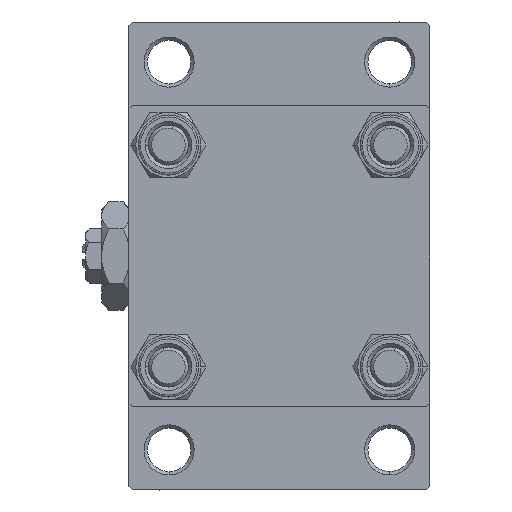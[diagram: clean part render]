
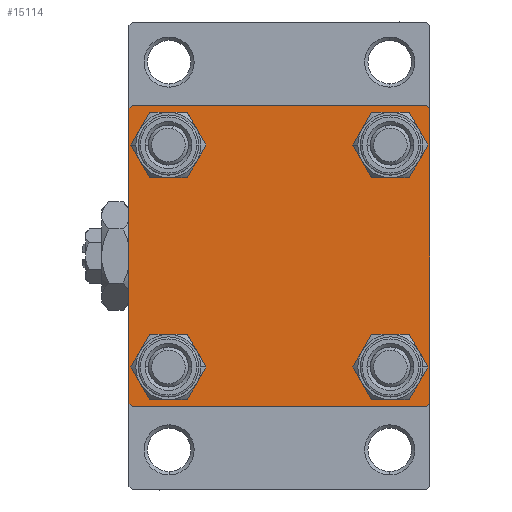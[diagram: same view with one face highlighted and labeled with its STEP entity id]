
A CAD part, left-side view. The second image highlights one B-rep face of the part: STEP entity #15114.
In plain terms, the highlighted planar face has unit normal (-1, 0, 0).
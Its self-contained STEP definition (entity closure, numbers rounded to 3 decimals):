
#49 = ORIENTED_EDGE ( 'NONE', *, *, #5429, .T. ) ;
#51 = EDGE_CURVE ( 'NONE', #48185, #33516, #522, .T. ) ;
#133 = EDGE_CURVE ( 'NONE', #36248, #44431, #38886, .T. ) ;
#522 = CIRCLE ( 'NONE', #46884, 3.5 ) ;
#531 = DIRECTION ( 'NONE',  ( 0., 0., -1. ) ) ;
#787 = CARTESIAN_POINT ( 'NONE',  ( 0., 16.6, 20.1 ) ) ;
#854 = CARTESIAN_POINT ( 'NONE',  ( 0., 16.6, 16.6 ) ) ;
#885 = AXIS2_PLACEMENT_3D ( 'NONE', #19721, #34725, #45987 ) ;
#1720 = DIRECTION ( 'NONE',  ( 0., 0., 1. ) ) ;
#1927 = CARTESIAN_POINT ( 'NONE',  ( 0., -16.6, -13.1 ) ) ;
#1957 = CARTESIAN_POINT ( 'NONE',  ( 0., 16.6, -13.1 ) ) ;
#1961 = DIRECTION ( 'NONE',  ( 1., 0., 0. ) ) ;
#2151 = ORIENTED_EDGE ( 'NONE', *, *, #25775, .T. ) ;
#2172 = VERTEX_POINT ( 'NONE', #32441 ) ;
#2266 = CARTESIAN_POINT ( 'NONE',  ( 0., 16.6, 16.6 ) ) ;
#2308 = EDGE_CURVE ( 'NONE', #26076, #47698, #31375, .T. ) ;
#2535 = VECTOR ( 'NONE', #5357, 1000. ) ;
#3414 = EDGE_LOOP ( 'NONE', ( #13069, #9472 ) ) ;
#3867 = DIRECTION ( 'NONE',  ( 0., 0.707, -0.707 ) ) ;
#4110 = DIRECTION ( 'NONE',  ( 1., 0., 0. ) ) ;
#4610 = CARTESIAN_POINT ( 'NONE',  ( 0., 22.25, 22.25 ) ) ;
#5357 = DIRECTION ( 'NONE',  ( 0., 0., -1. ) ) ;
#5429 = EDGE_CURVE ( 'NONE', #44431, #36248, #46582, .T. ) ;
#5647 = ORIENTED_EDGE ( 'NONE', *, *, #19574, .F. ) ;
#5718 = CARTESIAN_POINT ( 'NONE',  ( 0., -16.6, 20.1 ) ) ;
#6103 = LINE ( 'NONE', #21372, #2535 ) ;
#6607 = AXIS2_PLACEMENT_3D ( 'NONE', #22719, #34224, #15211 ) ;
#6881 = VECTOR ( 'NONE', #3867, 1000. ) ;
#6992 = VECTOR ( 'NONE', #29377, 1000. ) ;
#7542 = AXIS2_PLACEMENT_3D ( 'NONE', #854, #4110, #23885 ) ;
#8789 = EDGE_CURVE ( 'NONE', #47176, #9253, #18481, .T. ) ;
#9253 = VERTEX_POINT ( 'NONE', #42392 ) ;
#9405 = EDGE_CURVE ( 'NONE', #11789, #26076, #6103, .T. ) ;
#9472 = ORIENTED_EDGE ( 'NONE', *, *, #36664, .T. ) ;
#9901 = DIRECTION ( 'NONE',  ( 1., 0., 0. ) ) ;
#9943 = CIRCLE ( 'NONE', #23546, 3.5 ) ;
#11104 = CARTESIAN_POINT ( 'NONE',  ( 0., -16.6, 13.1 ) ) ;
#11789 = VERTEX_POINT ( 'NONE', #43033 ) ;
#12602 = VECTOR ( 'NONE', #23881, 1000. ) ;
#12649 = CARTESIAN_POINT ( 'NONE',  ( 0., 22., 22.5 ) ) ;
#13069 = ORIENTED_EDGE ( 'NONE', *, *, #8789, .T. ) ;
#13703 = CARTESIAN_POINT ( 'NONE',  ( 0., 22.5, 22.5 ) ) ;
#14435 = ORIENTED_EDGE ( 'NONE', *, *, #35694, .T. ) ;
#14941 = AXIS2_PLACEMENT_3D ( 'NONE', #30237, #26251, #33990 ) ;
#15114 = ADVANCED_FACE ( 'NONE', ( #22480, #37733, #26471, #41977, #45969 ), #41733, .T. ) ;
#15211 = DIRECTION ( 'NONE',  ( 0., 0., 1. ) ) ;
#17146 = VERTEX_POINT ( 'NONE', #31592 ) ;
#17402 = LINE ( 'NONE', #23981, #46285 ) ;
#17470 = VERTEX_POINT ( 'NONE', #11104 ) ;
#17555 = AXIS2_PLACEMENT_3D ( 'NONE', #17909, #9901, #44672 ) ;
#17742 = CARTESIAN_POINT ( 'NONE',  ( 0., 16.6, -16.6 ) ) ;
#17805 = ORIENTED_EDGE ( 'NONE', *, *, #41907, .T. ) ;
#17909 = CARTESIAN_POINT ( 'NONE',  ( 0., -16.6, -16.6 ) ) ;
#18481 = CIRCLE ( 'NONE', #885, 3.5 ) ;
#19574 = EDGE_CURVE ( 'NONE', #2172, #41149, #49318, .T. ) ;
#19721 = CARTESIAN_POINT ( 'NONE',  ( 0., 16.6, -16.6 ) ) ;
#20357 = VECTOR ( 'NONE', #531, 1000. ) ;
#20726 = DIRECTION ( 'NONE',  ( 0., -1., 0. ) ) ;
#21372 = CARTESIAN_POINT ( 'NONE',  ( 0., 22.5, 22.5 ) ) ;
#21800 = DIRECTION ( 'NONE',  ( 0., 0., 1. ) ) ;
#21804 = EDGE_LOOP ( 'NONE', ( #48848, #49 ) ) ;
#22208 = VERTEX_POINT ( 'NONE', #45908 ) ;
#22480 = FACE_BOUND ( 'NONE', #35081, .T. ) ;
#22719 = CARTESIAN_POINT ( 'NONE',  ( 0., 0., 0. ) ) ;
#23546 = AXIS2_PLACEMENT_3D ( 'NONE', #17742, #48246, #24253 ) ;
#23628 = CARTESIAN_POINT ( 'NONE',  ( 0., 22.25, -22.25 ) ) ;
#23881 = DIRECTION ( 'NONE',  ( 0., -0.707, -0.707 ) ) ;
#23885 = DIRECTION ( 'NONE',  ( 0., 0., 1. ) ) ;
#23981 = CARTESIAN_POINT ( 'NONE',  ( 0., -22.25, 22.25 ) ) ;
#24253 = DIRECTION ( 'NONE',  ( 0., 0., 1. ) ) ;
#24572 = CARTESIAN_POINT ( 'NONE',  ( 0., -16.6, -20.1 ) ) ;
#25775 = EDGE_CURVE ( 'NONE', #39688, #11789, #27648, .T. ) ;
#26076 = VERTEX_POINT ( 'NONE', #32852 ) ;
#26251 = DIRECTION ( 'NONE',  ( 1., 0., 0. ) ) ;
#26465 = ORIENTED_EDGE ( 'NONE', *, *, #28801, .T. ) ;
#26471 = FACE_BOUND ( 'NONE', #3414, .T. ) ;
#27172 = CARTESIAN_POINT ( 'NONE',  ( 0., -22.5, -22. ) ) ;
#27515 = EDGE_CURVE ( 'NONE', #17470, #34439, #42838, .T. ) ;
#27648 = LINE ( 'NONE', #4610, #6881 ) ;
#27969 = ORIENTED_EDGE ( 'NONE', *, *, #2308, .T. ) ;
#27984 = ORIENTED_EDGE ( 'NONE', *, *, #27515, .T. ) ;
#28486 = ORIENTED_EDGE ( 'NONE', *, *, #47511, .T. ) ;
#28680 = LINE ( 'NONE', #44909, #34005 ) ;
#28801 = EDGE_CURVE ( 'NONE', #47698, #22208, #48144, .T. ) ;
#29377 = DIRECTION ( 'NONE',  ( 0., -1., 0. ) ) ;
#29715 = EDGE_CURVE ( 'NONE', #39688, #17146, #48213, .T. ) ;
#30237 = CARTESIAN_POINT ( 'NONE',  ( 0., -16.6, 16.6 ) ) ;
#30490 = ORIENTED_EDGE ( 'NONE', *, *, #51, .T. ) ;
#30980 = VECTOR ( 'NONE', #20726, 1000. ) ;
#31052 = ORIENTED_EDGE ( 'NONE', *, *, #48228, .T. ) ;
#31054 = CARTESIAN_POINT ( 'NONE',  ( 0., -22.5, 22.5 ) ) ;
#31375 = LINE ( 'NONE', #23628, #12602 ) ;
#31592 = CARTESIAN_POINT ( 'NONE',  ( 0., -22., 22.5 ) ) ;
#32441 = CARTESIAN_POINT ( 'NONE',  ( 0., -22.5, 22. ) ) ;
#32852 = CARTESIAN_POINT ( 'NONE',  ( 0., 22.5, -22. ) ) ;
#33161 = DIRECTION ( 'NONE',  ( 0., -0.707, 0.707 ) ) ;
#33516 = VERTEX_POINT ( 'NONE', #1927 ) ;
#33990 = DIRECTION ( 'NONE',  ( 0., 0., 1. ) ) ;
#34005 = VECTOR ( 'NONE', #33161, 1000. ) ;
#34224 = DIRECTION ( 'NONE',  ( -1., 0., 0. ) ) ;
#34439 = VERTEX_POINT ( 'NONE', #5718 ) ;
#34725 = DIRECTION ( 'NONE',  ( 1., 0., 0. ) ) ;
#34898 = CIRCLE ( 'NONE', #14941, 3.5 ) ;
#35081 = EDGE_LOOP ( 'NONE', ( #17805, #27984 ) ) ;
#35552 = DIRECTION ( 'NONE',  ( 0., 0., 1. ) ) ;
#35676 = AXIS2_PLACEMENT_3D ( 'NONE', #2266, #36060, #21800 ) ;
#35694 = EDGE_CURVE ( 'NONE', #22208, #41149, #28680, .T. ) ;
#36060 = DIRECTION ( 'NONE',  ( 1., 0., 0. ) ) ;
#36248 = VERTEX_POINT ( 'NONE', #787 ) ;
#36664 = EDGE_CURVE ( 'NONE', #9253, #47176, #9943, .T. ) ;
#37733 = FACE_BOUND ( 'NONE', #38709, .T. ) ;
#38709 = EDGE_LOOP ( 'NONE', ( #28486, #30490 ) ) ;
#38886 = CIRCLE ( 'NONE', #35676, 3.5 ) ;
#39117 = CIRCLE ( 'NONE', #17555, 3.5 ) ;
#39679 = EDGE_LOOP ( 'NONE', ( #41818, #27969, #26465, #14435, #5647, #31052, #43781, #2151 ) ) ;
#39688 = VERTEX_POINT ( 'NONE', #12649 ) ;
#40414 = DIRECTION ( 'NONE',  ( 0., 0.707, 0.707 ) ) ;
#41149 = VERTEX_POINT ( 'NONE', #27172 ) ;
#41733 = PLANE ( 'NONE',  #6607 ) ;
#41818 = ORIENTED_EDGE ( 'NONE', *, *, #9405, .T. ) ;
#41907 = EDGE_CURVE ( 'NONE', #34439, #17470, #34898, .T. ) ;
#41977 = FACE_BOUND ( 'NONE', #21804, .T. ) ;
#42392 = CARTESIAN_POINT ( 'NONE',  ( 0., 16.6, -20.1 ) ) ;
#42816 = DIRECTION ( 'NONE',  ( 1., 0., 0. ) ) ;
#42838 = CIRCLE ( 'NONE', #49226, 3.5 ) ;
#43033 = CARTESIAN_POINT ( 'NONE',  ( 0., 22.5, 22. ) ) ;
#43315 = CARTESIAN_POINT ( 'NONE',  ( 0., -16.6, -16.6 ) ) ;
#43781 = ORIENTED_EDGE ( 'NONE', *, *, #29715, .F. ) ;
#44431 = VERTEX_POINT ( 'NONE', #48126 ) ;
#44672 = DIRECTION ( 'NONE',  ( 0., 0., 1. ) ) ;
#44909 = CARTESIAN_POINT ( 'NONE',  ( 0., -22.25, -22.25 ) ) ;
#45643 = CARTESIAN_POINT ( 'NONE',  ( 0., 22., -22.5 ) ) ;
#45908 = CARTESIAN_POINT ( 'NONE',  ( 0., -22., -22.5 ) ) ;
#45969 = FACE_OUTER_BOUND ( 'NONE', #39679, .T. ) ;
#45987 = DIRECTION ( 'NONE',  ( 0., 0., 1. ) ) ;
#46285 = VECTOR ( 'NONE', #40414, 1000. ) ;
#46582 = CIRCLE ( 'NONE', #7542, 3.5 ) ;
#46884 = AXIS2_PLACEMENT_3D ( 'NONE', #43315, #42816, #35552 ) ;
#47176 = VERTEX_POINT ( 'NONE', #1957 ) ;
#47511 = EDGE_CURVE ( 'NONE', #33516, #48185, #39117, .T. ) ;
#47698 = VERTEX_POINT ( 'NONE', #45643 ) ;
#48126 = CARTESIAN_POINT ( 'NONE',  ( 0., 16.6, 13.1 ) ) ;
#48144 = LINE ( 'NONE', #48386, #6992 ) ;
#48185 = VERTEX_POINT ( 'NONE', #24572 ) ;
#48213 = LINE ( 'NONE', #13703, #30980 ) ;
#48228 = EDGE_CURVE ( 'NONE', #2172, #17146, #17402, .T. ) ;
#48243 = CARTESIAN_POINT ( 'NONE',  ( 0., -16.6, 16.6 ) ) ;
#48246 = DIRECTION ( 'NONE',  ( 1., 0., 0. ) ) ;
#48386 = CARTESIAN_POINT ( 'NONE',  ( 0., 22.5, -22.5 ) ) ;
#48848 = ORIENTED_EDGE ( 'NONE', *, *, #133, .T. ) ;
#49226 = AXIS2_PLACEMENT_3D ( 'NONE', #48243, #1961, #1720 ) ;
#49318 = LINE ( 'NONE', #31054, #20357 ) ;
